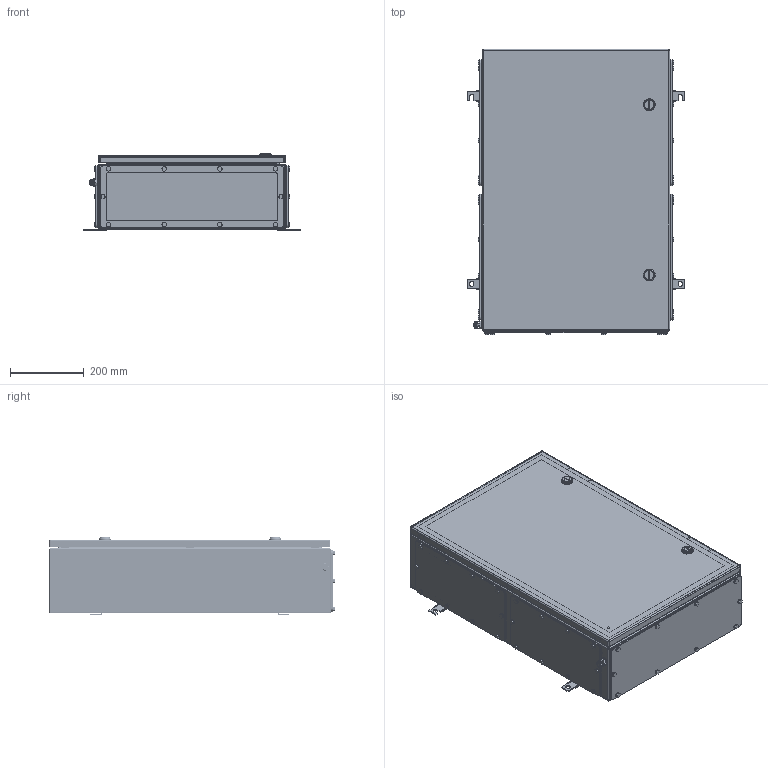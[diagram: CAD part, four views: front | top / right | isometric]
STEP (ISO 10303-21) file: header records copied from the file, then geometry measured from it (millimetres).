
FILE_DESCRIPTION(('CATIA V5 STEP Exchange','CAx-IF Rec.Pracs.--- Model Styling and Organization---1.4--- 2014-01-23'),'2;1');
FILE_NAME ('008858-7_3_1200860000_1200860000.stp','2019-09-23T09:44:34+00:00',('none'),('Weidmueller'),'CATIA Version 5-6 Release 2016 SP3 HF44','CATIA V5 STEP AP214','none');
FILE_SCHEMA(('AUTOMOTIVE_DESIGN { 1 0 10303 214 1 1 1 1 }'));
Products named in the file (1): ZUB_KTB_QL_765020_3GP
Bounding box: 589 x 773 x 209.8 mm (x, y, z)
Volume: 3222659.4 mm3; surface area: 3397850 mm2
Topology: 166 solids, 168 shells, 3236 faces, 7394 edges, 4663 vertices
Faces by surface type: cylinder 1522, plane 1346, cone 314, sphere 24, torus 22, bspline 8
Entity records: 87802 total; most frequent: CARTESIAN_POINT 19462, ORIENTED_EDGE 14496, DIRECTION 11435, EDGE_CURVE 7248, AXIS2_PLACEMENT_3D 5095, VERTEX_POINT 4663, VECTOR 3964, LINE 3964
